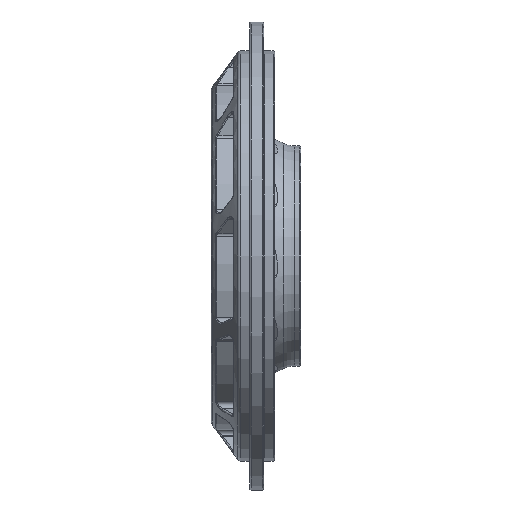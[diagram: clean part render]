
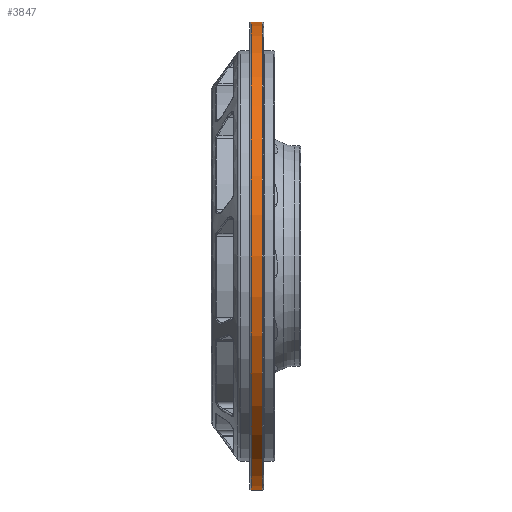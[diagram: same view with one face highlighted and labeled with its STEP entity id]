
A CAD part, front view. The second image highlights one B-rep face of the part: STEP entity #3847.
In plain terms, the highlighted cylindrical face has radius 170 mm (diameter 340 mm), a partial arc.
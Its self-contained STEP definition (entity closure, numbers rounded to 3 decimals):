
#133 = VERTEX_POINT ( 'NONE', #11719 ) ;
#1131 = ORIENTED_EDGE ( 'NONE', *, *, #19904, .F. ) ;
#1154 = ORIENTED_EDGE ( 'NONE', *, *, #3373, .T. ) ;
#2433 = CYLINDRICAL_SURFACE ( 'NONE', #13391, 170. ) ;
#2949 = VERTEX_POINT ( 'NONE', #4516 ) ;
#2962 = FACE_OUTER_BOUND ( 'NONE', #14904, .T. ) ;
#3041 = CARTESIAN_POINT ( 'NONE',  ( 0., 0., -170. ) ) ;
#3373 = EDGE_CURVE ( 'NONE', #2949, #12081, #17348, .T. ) ;
#3499 = CARTESIAN_POINT ( 'NONE',  ( 2.663, 0., 0. ) ) ;
#3847 = ADVANCED_FACE ( 'NONE', ( #2962 ), #2433, .T. ) ;
#4516 = CARTESIAN_POINT ( 'NONE',  ( 2.663, 0., 170. ) ) ;
#4543 = EDGE_CURVE ( 'NONE', #12081, #133, #13155, .T. ) ;
#5216 = DIRECTION ( 'NONE',  ( 0., 0., 1. ) ) ;
#6727 = DIRECTION ( 'NONE',  ( 1., 0., 0. ) ) ;
#7113 = LINE ( 'NONE', #3041, #10567 ) ;
#7424 = CARTESIAN_POINT ( 'NONE',  ( 2.663, 0., -170. ) ) ;
#7942 = ORIENTED_EDGE ( 'NONE', *, *, #17642, .T. ) ;
#9435 = DIRECTION ( 'NONE',  ( 0., 0., 1. ) ) ;
#10265 = AXIS2_PLACEMENT_3D ( 'NONE', #16915, #6727, #18622 ) ;
#10458 = CARTESIAN_POINT ( 'NONE',  ( -5.337, 0., 170. ) ) ;
#10567 = VECTOR ( 'NONE', #14945, 1000. ) ;
#11146 = CARTESIAN_POINT ( 'NONE',  ( 0., 0., 0. ) ) ;
#11389 = VERTEX_POINT ( 'NONE', #7424 ) ;
#11719 = CARTESIAN_POINT ( 'NONE',  ( -5.337, 0., -170. ) ) ;
#12081 = VERTEX_POINT ( 'NONE', #10458 ) ;
#12827 = VECTOR ( 'NONE', #14576, 1000. ) ;
#13155 = CIRCLE ( 'NONE', #10265, 170. ) ;
#13391 = AXIS2_PLACEMENT_3D ( 'NONE', #11146, #16200, #9435 ) ;
#14016 = AXIS2_PLACEMENT_3D ( 'NONE', #3499, #15407, #5216 ) ;
#14078 = CIRCLE ( 'NONE', #14016, 170. ) ;
#14576 = DIRECTION ( 'NONE',  ( -1., 0., 0. ) ) ;
#14725 = ORIENTED_EDGE ( 'NONE', *, *, #4543, .T. ) ;
#14904 = EDGE_LOOP ( 'NONE', ( #1131, #7942, #1154, #14725 ) ) ;
#14945 = DIRECTION ( 'NONE',  ( -1., 0., 0. ) ) ;
#15407 = DIRECTION ( 'NONE',  ( -1., 0., 0. ) ) ;
#16200 = DIRECTION ( 'NONE',  ( -1., 0., 0. ) ) ;
#16915 = CARTESIAN_POINT ( 'NONE',  ( -5.337, 0., 0. ) ) ;
#17348 = LINE ( 'NONE', #21343, #12827 ) ;
#17642 = EDGE_CURVE ( 'NONE', #11389, #2949, #14078, .T. ) ;
#18622 = DIRECTION ( 'NONE',  ( 0., 0., -1. ) ) ;
#19904 = EDGE_CURVE ( 'NONE', #11389, #133, #7113, .T. ) ;
#21343 = CARTESIAN_POINT ( 'NONE',  ( 0., 0., 170. ) ) ;
